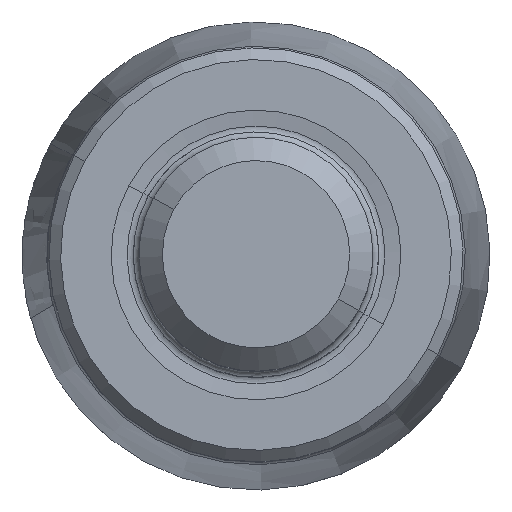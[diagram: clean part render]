
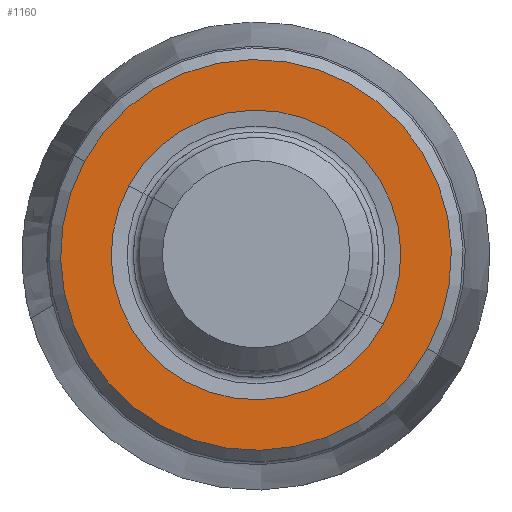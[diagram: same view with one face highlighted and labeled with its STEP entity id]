
A CAD part, top view. The second image highlights one B-rep face of the part: STEP entity #1160.
In plain terms, the highlighted planar face has unit normal (0, 0, 1).
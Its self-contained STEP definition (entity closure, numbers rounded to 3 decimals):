
#669=CARTESIAN_POINT('Vertex',(-7.328,4.003,28.)) ;
#672=CARTESIAN_POINT('Axis2P3D Location',(0.,0.,28.)) ;
#676=CARTESIAN_POINT('Vertex',(7.328,-4.003,28.)) ;
#691=CARTESIAN_POINT('Axis2P3D Location',(0.,0.,28.)) ;
#708=CARTESIAN_POINT('Axis2P3D Location',(0.,0.,28.)) ;
#712=CARTESIAN_POINT('Vertex',(-5.432,2.967,28.)) ;
#714=CARTESIAN_POINT('Vertex',(5.432,-2.967,28.)) ;
#743=CARTESIAN_POINT('Axis2P3D Location',(0.,0.,28.)) ;
#1147=CARTESIAN_POINT('Axis2P3D Location',(-6.19,0.,28.)) ;
#673=DIRECTION('Axis2P3D Direction',(0.,0.,-1.)) ;
#692=DIRECTION('Axis2P3D Direction',(0.,0.,-1.)) ;
#709=DIRECTION('Axis2P3D Direction',(-0.,0.,1.)) ;
#744=DIRECTION('Axis2P3D Direction',(-0.,0.,1.)) ;
#1148=DIRECTION('Axis2P3D Direction',(0.,0.,-1.)) ;
#1149=DIRECTION('Axis2P3D XDirection',(1.,0.,0.)) ;
#674=AXIS2_PLACEMENT_3D('Circle Axis2P3D',#672,#673,$) ;
#693=AXIS2_PLACEMENT_3D('Circle Axis2P3D',#691,#692,$) ;
#710=AXIS2_PLACEMENT_3D('Circle Axis2P3D',#708,#709,$) ;
#745=AXIS2_PLACEMENT_3D('Circle Axis2P3D',#743,#744,$) ;
#1150=AXIS2_PLACEMENT_3D('Plane Axis2P3D',#1147,#1148,#1149) ;
#1153=ORIENTED_EDGE('',*,*,#678,.F.) ;
#1154=ORIENTED_EDGE('',*,*,#695,.F.) ;
#1157=ORIENTED_EDGE('',*,*,#747,.T.) ;
#1158=ORIENTED_EDGE('',*,*,#716,.T.) ;
#1159=FACE_BOUND('',#1156,.T.) ;
#1160=ADVANCED_FACE('Hauptk\X2\00F6\X0\rper',(#1155,#1159),#1151,.F.) ;
#675=CIRCLE('generated circle',#674,8.35) ;
#694=CIRCLE('generated circle',#693,8.35) ;
#711=CIRCLE('generated circle',#710,6.19) ;
#746=CIRCLE('generated circle',#745,6.19) ;
#678=EDGE_CURVE('',#670,#677,#675,.T.) ;
#695=EDGE_CURVE('',#677,#670,#694,.T.) ;
#716=EDGE_CURVE('',#713,#715,#711,.F.) ;
#747=EDGE_CURVE('',#715,#713,#746,.F.) ;
#1152=EDGE_LOOP('',(#1153,#1154)) ;
#1156=EDGE_LOOP('',(#1157,#1158)) ;
#1155=FACE_OUTER_BOUND('',#1152,.T.) ;
#1151=PLANE('',#1150) ;
#670=VERTEX_POINT('',#669) ;
#677=VERTEX_POINT('',#676) ;
#713=VERTEX_POINT('',#712) ;
#715=VERTEX_POINT('',#714) ;
